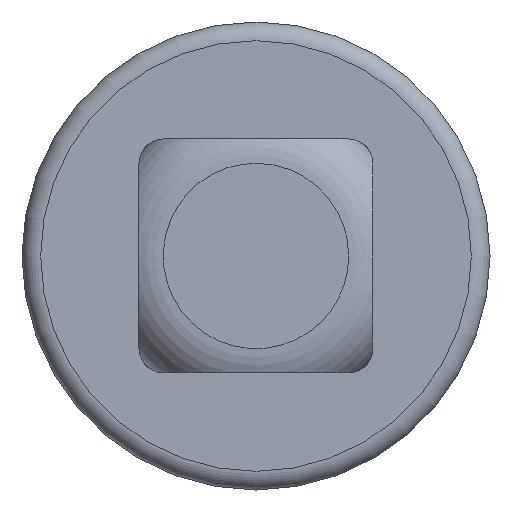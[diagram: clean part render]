
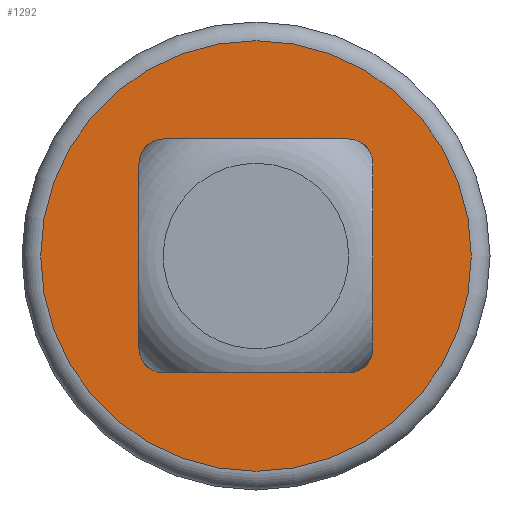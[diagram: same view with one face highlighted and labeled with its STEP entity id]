
A CAD part, left-side view. The second image highlights one B-rep face of the part: STEP entity #1292.
In plain terms, the highlighted planar face has unit normal (-1, 0, 0).
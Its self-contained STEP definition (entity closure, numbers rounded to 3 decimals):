
#20=CIRCLE('',#1337,0.4);
#21=CIRCLE('',#1340,0.4);
#25=CIRCLE('',#1346,0.4);
#26=CIRCLE('',#1385,0.4);
#28=CIRCLE('',#1390,3.45);
#29=CIRCLE('',#1391,3.45);
#65=FACE_BOUND('',#219,.T.);
#142=FACE_OUTER_BOUND('',#218,.T.);
#218=EDGE_LOOP('',(#1062,#1063));
#219=EDGE_LOOP('',(#1064,#1065,#1066,#1067,#1068,#1069,#1070,#1071,#1072,
#1073,#1074,#1075,#1076,#1077,#1078,#1079));
#240=LINE('',#1769,#371);
#244=LINE('',#1777,#375);
#247=LINE('',#1783,#378);
#250=LINE('',#1789,#381);
#252=LINE('',#1792,#383);
#268=LINE('',#1859,#399);
#272=LINE('',#1978,#403);
#327=LINE('',#2097,#458);
#335=LINE('',#2111,#466);
#341=LINE('',#2123,#472);
#346=LINE('',#2136,#477);
#347=LINE('',#2137,#478);
#371=VECTOR('',#1436,10.);
#375=VECTOR('',#1442,10.);
#378=VECTOR('',#1447,10.);
#381=VECTOR('',#1452,10.);
#383=VECTOR('',#1454,10.);
#399=VECTOR('',#1476,10.);
#403=VECTOR('',#1498,10.);
#458=VECTOR('',#1601,10.);
#466=VECTOR('',#1617,10.);
#472=VECTOR('',#1631,10.);
#477=VECTOR('',#1650,10.);
#478=VECTOR('',#1651,10.);
#502=VERTEX_POINT('',#1767);
#503=VERTEX_POINT('',#1768);
#506=VERTEX_POINT('',#1776);
#508=VERTEX_POINT('',#1782);
#510=VERTEX_POINT('',#1788);
#511=VERTEX_POINT('',#1791);
#526=VERTEX_POINT('',#1836);
#529=VERTEX_POINT('',#1858);
#531=VERTEX_POINT('',#1877);
#542=VERTEX_POINT('',#1973);
#543=VERTEX_POINT('',#1977);
#582=VERTEX_POINT('',#2095);
#583=VERTEX_POINT('',#2096);
#585=VERTEX_POINT('',#2110);
#587=VERTEX_POINT('',#2122);
#588=VERTEX_POINT('',#2132);
#590=VERTEX_POINT('',#2142);
#591=VERTEX_POINT('',#2143);
#628=EDGE_CURVE('',#502,#503,#240,.T.);
#632=EDGE_CURVE('',#506,#502,#244,.T.);
#635=EDGE_CURVE('',#508,#506,#247,.T.);
#638=EDGE_CURVE('',#503,#510,#250,.T.);
#640=EDGE_CURVE('',#511,#508,#252,.T.);
#656=EDGE_CURVE('',#526,#511,#20,.T.);
#660=EDGE_CURVE('',#529,#526,#268,.T.);
#663=EDGE_CURVE('',#531,#529,#21,.T.);
#677=EDGE_CURVE('',#510,#542,#25,.T.);
#679=EDGE_CURVE('',#542,#543,#272,.T.);
#734=EDGE_CURVE('',#582,#583,#327,.T.);
#742=EDGE_CURVE('',#585,#582,#335,.T.);
#748=EDGE_CURVE('',#587,#585,#341,.T.);
#752=EDGE_CURVE('',#543,#588,#26,.T.);
#754=EDGE_CURVE('',#588,#587,#346,.T.);
#755=EDGE_CURVE('',#583,#531,#347,.T.);
#757=EDGE_CURVE('',#590,#591,#28,.T.);
#758=EDGE_CURVE('',#591,#590,#29,.T.);
#1062=ORIENTED_EDGE('',*,*,#757,.T.);
#1063=ORIENTED_EDGE('',*,*,#758,.T.);
#1064=ORIENTED_EDGE('',*,*,#663,.T.);
#1065=ORIENTED_EDGE('',*,*,#660,.T.);
#1066=ORIENTED_EDGE('',*,*,#656,.T.);
#1067=ORIENTED_EDGE('',*,*,#640,.T.);
#1068=ORIENTED_EDGE('',*,*,#635,.T.);
#1069=ORIENTED_EDGE('',*,*,#632,.T.);
#1070=ORIENTED_EDGE('',*,*,#628,.T.);
#1071=ORIENTED_EDGE('',*,*,#638,.T.);
#1072=ORIENTED_EDGE('',*,*,#677,.T.);
#1073=ORIENTED_EDGE('',*,*,#679,.T.);
#1074=ORIENTED_EDGE('',*,*,#752,.T.);
#1075=ORIENTED_EDGE('',*,*,#754,.T.);
#1076=ORIENTED_EDGE('',*,*,#748,.T.);
#1077=ORIENTED_EDGE('',*,*,#742,.T.);
#1078=ORIENTED_EDGE('',*,*,#734,.T.);
#1079=ORIENTED_EDGE('',*,*,#755,.T.);
#1230=PLANE('',#1396);
#1292=ADVANCED_FACE('',(#142,#65),#1230,.T.);
#1337=AXIS2_PLACEMENT_3D('',#1837,#1471,#1472);
#1340=AXIS2_PLACEMENT_3D('',#1878,#1480,#1481);
#1346=AXIS2_PLACEMENT_3D('',#1974,#1493,#1494);
#1385=AXIS2_PLACEMENT_3D('',#2133,#1645,#1646);
#1390=AXIS2_PLACEMENT_3D('',#2144,#1658,#1659);
#1391=AXIS2_PLACEMENT_3D('',#2145,#1660,#1661);
#1396=AXIS2_PLACEMENT_3D('',#2153,#1670,#1671);
#1436=DIRECTION('',(0.,0.,1.));
#1442=DIRECTION('',(0.,-1.,0.));
#1447=DIRECTION('',(0.,0.,-1.));
#1452=DIRECTION('',(0.,-1.,0.));
#1454=DIRECTION('',(0.,-1.,0.));
#1471=DIRECTION('center_axis',(1.,0.,0.));
#1472=DIRECTION('ref_axis',(0.,0.707,0.707));
#1476=DIRECTION('',(0.,0.,1.));
#1480=DIRECTION('center_axis',(1.,0.,0.));
#1481=DIRECTION('ref_axis',(0.,0.707,-0.707));
#1493=DIRECTION('center_axis',(1.,0.,0.));
#1494=DIRECTION('ref_axis',(0.,-0.707,0.707));
#1498=DIRECTION('',(0.,0.,-1.));
#1601=DIRECTION('',(0.,0.,-1.));
#1617=DIRECTION('',(0.,1.,0.));
#1631=DIRECTION('',(0.,0.,1.));
#1645=DIRECTION('center_axis',(1.,0.,0.));
#1646=DIRECTION('ref_axis',(0.,-0.707,-0.707));
#1650=DIRECTION('',(0.,1.,0.));
#1651=DIRECTION('',(0.,1.,0.));
#1658=DIRECTION('center_axis',(-1.,0.,0.));
#1659=DIRECTION('ref_axis',(0.,0.,
-1.));
#1660=DIRECTION('center_axis',(-1.,0.,0.));
#1661=DIRECTION('ref_axis',(0.,0.,
-1.));
#1670=DIRECTION('center_axis',(-1.,0.,0.));
#1671=DIRECTION('ref_axis',(0.,0.,
-1.));
#1767=CARTESIAN_POINT('',(-0.825,-0.5,0.875));
#1768=CARTESIAN_POINT('',(-0.825,-0.5,1.875));
#1769=CARTESIAN_POINT('',(-0.825,-0.5,0.938));
#1776=CARTESIAN_POINT('',(-0.825,0.5,0.875));
#1777=CARTESIAN_POINT('',(-0.825,-0.25,0.875));
#1782=CARTESIAN_POINT('',(-0.825,0.5,1.875));
#1783=CARTESIAN_POINT('',(-0.825,0.5,0.438));
#1788=CARTESIAN_POINT('',(-0.825,-1.475,1.875));
#1789=CARTESIAN_POINT('',(-0.825,0.737,1.875));
#1791=CARTESIAN_POINT('',(-0.825,1.475,1.875));
#1792=CARTESIAN_POINT('',(-0.825,0.737,1.875));
#1836=CARTESIAN_POINT('',(-0.825,1.875,1.475));
#1837=CARTESIAN_POINT('Origin',(-0.825,1.475,1.475));
#1858=CARTESIAN_POINT('',(-0.825,1.875,-1.475));
#1859=CARTESIAN_POINT('',(-0.825,1.875,-0.737));
#1877=CARTESIAN_POINT('',(-0.825,1.475,-1.875));
#1878=CARTESIAN_POINT('Origin',(-0.825,1.475,-1.475));
#1973=CARTESIAN_POINT('',(-0.825,-1.875,1.475));
#1974=CARTESIAN_POINT('Origin',(-0.825,-1.475,1.475));
#1977=CARTESIAN_POINT('',(-0.825,-1.875,-1.475));
#1978=CARTESIAN_POINT('',(-0.825,-1.875,0.738));
#2095=CARTESIAN_POINT('',(-0.825,0.5,-0.875));
#2096=CARTESIAN_POINT('',(-0.825,0.5,-1.875));
#2097=CARTESIAN_POINT('',(-0.825,0.5,-0.937));
#2110=CARTESIAN_POINT('',(-0.825,-0.5,-0.875));
#2111=CARTESIAN_POINT('',(-0.825,0.25,-0.875));
#2122=CARTESIAN_POINT('',(-0.825,-0.5,-1.875));
#2123=CARTESIAN_POINT('',(-0.825,-0.5,-0.437));
#2132=CARTESIAN_POINT('',(-0.825,-1.475,-1.875));
#2133=CARTESIAN_POINT('Origin',(-0.825,-1.475,-1.475));
#2136=CARTESIAN_POINT('',(-0.825,-0.738,-1.875));
#2137=CARTESIAN_POINT('',(-0.825,-0.738,-1.875));
#2142=CARTESIAN_POINT('',(-0.825,-3.45,0.));
#2143=CARTESIAN_POINT('',(-0.825,0.,3.45));
#2144=CARTESIAN_POINT('Origin',(-0.825,0.,
0.));
#2145=CARTESIAN_POINT('Origin',(-0.825,0.,
0.));
#2153=CARTESIAN_POINT('Origin',(-0.825,0.,0.));
